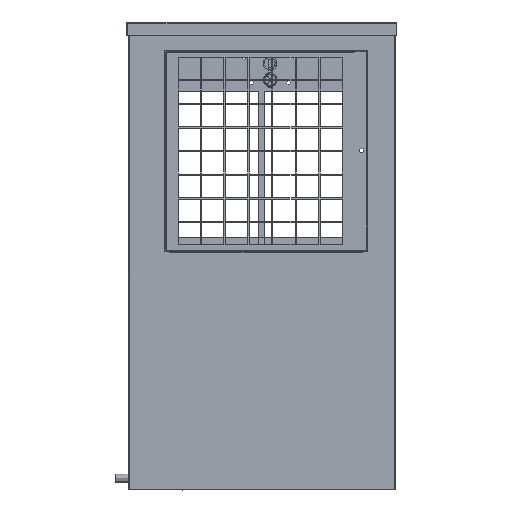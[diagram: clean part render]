
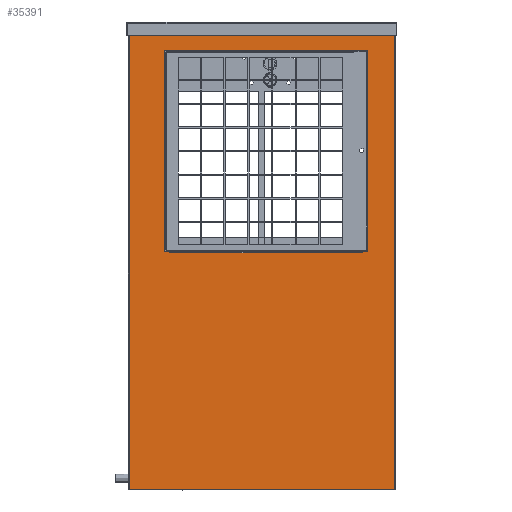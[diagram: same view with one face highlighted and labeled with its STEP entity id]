
A CAD part, top view. The second image highlights one B-rep face of the part: STEP entity #35391.
In plain terms, the highlighted free-form (B-spline) face has degree [1, 1] with [2, 2] control points.
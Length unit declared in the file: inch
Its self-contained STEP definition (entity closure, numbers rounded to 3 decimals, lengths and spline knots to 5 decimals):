
#32384=CARTESIAN_POINT('V1427',(-11.58811,
   8.85651,9.943));
#32385=VERTEX_POINT('V1427',#32384);
#32393=CARTESIAN_POINT('V1452',(-11.58811,
   8.81751,9.943));
#32394=VERTEX_POINT('V1452',#32393);
#32408=CARTESIAN_POINT('E2197',(-11.58811,
   8.81751,9.943));
#32409=CARTESIAN_POINT('E2197',(-11.58811,
   8.85651,9.943));
#32410=QUASI_UNIFORM_CURVE('E2197',1,(#32408,#32409),.POLYLINE_FORM.,
   .F.,.U.);
#32411=EDGE_CURVE('E2197',#32394,#32385,#32410,.T.);
#32423=CARTESIAN_POINT('V1428',(-11.33811,
   8.85651,9.943));
#32424=VERTEX_POINT('V1428',#32423);
#32443=CARTESIAN_POINT('E2162',(-11.33811,
   8.85651,9.943));
#32444=CARTESIAN_POINT('E2162',(-11.58811,
   8.85651,9.943));
#32445=QUASI_UNIFORM_CURVE('E2162',1,(#32443,#32444),.POLYLINE_FORM.,
   .F.,.U.);
#32446=EDGE_CURVE('E2162',#32424,#32385,#32445,.T.);
#32458=CARTESIAN_POINT('V1432',(-11.33811,
   17.88651,9.943));
#32459=VERTEX_POINT('V1432',#32458);
#32471=CARTESIAN_POINT('E2167',(-11.33811,
   17.88651,9.943));
#32472=CARTESIAN_POINT('E2167',(-11.33811,
   8.85651,9.943));
#32473=QUASI_UNIFORM_CURVE('E2167',1,(#32471,#32472),.POLYLINE_FORM.,
   .F.,.U.);
#32474=EDGE_CURVE('E2167',#32459,#32424,#32473,.T.);
#32486=CARTESIAN_POINT('V1434',(-20.49811,
   17.88651,9.943));
#32487=VERTEX_POINT('V1434',#32486);
#32499=CARTESIAN_POINT('E2170',(-20.49811,
   17.88651,9.943));
#32500=CARTESIAN_POINT('E2170',(-11.33811,
   17.88651,9.943));
#32501=QUASI_UNIFORM_CURVE('E2170',1,(#32499,#32500),.POLYLINE_FORM.,
   .F.,.U.);
#32502=EDGE_CURVE('E2170',#32487,#32459,#32501,.T.);
#32514=CARTESIAN_POINT('V1436',(-20.49811,
   8.85651,9.943));
#32515=VERTEX_POINT('V1436',#32514);
#32527=CARTESIAN_POINT('E2173',(-20.49811,
   8.85651,9.943));
#32528=CARTESIAN_POINT('E2173',(-20.49811,
   17.88651,9.943));
#32529=QUASI_UNIFORM_CURVE('E2173',1,(#32527,#32528),.POLYLINE_FORM.,
   .F.,.U.);
#32530=EDGE_CURVE('E2173',#32515,#32487,#32529,.T.);
#32540=CARTESIAN_POINT('V1446',(-20.24811,
   8.81751,9.943));
#32541=VERTEX_POINT('V1446',#32540);
#32557=CARTESIAN_POINT('V1438',(-20.24811,
   8.85651,9.943));
#32558=VERTEX_POINT('V1438',#32557);
#32564=CARTESIAN_POINT('E2187',(-20.24811,
   8.85651,9.943));
#32565=CARTESIAN_POINT('E2187',(-20.24811,
   8.81751,9.943));
#32566=QUASI_UNIFORM_CURVE('E2187',1,(#32564,#32565),.POLYLINE_FORM.,
   .F.,.U.);
#32567=EDGE_CURVE('E2187',#32558,#32541,#32566,.T.);
#32591=CARTESIAN_POINT('E2176',(-20.24811,
   8.85651,9.943));
#32592=CARTESIAN_POINT('E2176',(-20.49811,
   8.85651,9.943));
#32593=QUASI_UNIFORM_CURVE('E2176',1,(#32591,#32592),.POLYLINE_FORM.,
   .F.,.U.);
#32594=EDGE_CURVE('E2176',#32558,#32515,#32593,.T.);
#32689=CARTESIAN_POINT('E2270',(-11.58811,
   8.81751,9.943));
#32690=CARTESIAN_POINT('E2270',(-20.24811,
   8.81751,9.943));
#32691=QUASI_UNIFORM_CURVE('E2270',1,(#32689,#32690),.POLYLINE_FORM.,
   .F.,.U.);
#32692=EDGE_CURVE('E2270',#32394,#32541,#32691,.T.);
#33148=CARTESIAN_POINT('V1424',(-10.16611,
   19.06651,9.943));
#33149=VERTEX_POINT('V1424',#33148);
#33163=CARTESIAN_POINT('V1359',(-10.16611,
   -1.82549,9.943));
#33164=VERTEX_POINT('V1359',#33163);
#33165=CARTESIAN_POINT('E2279',(-10.16611,
   -1.82549,9.943));
#33166=CARTESIAN_POINT('E2279',(-10.16611,
   19.06651,9.943));
#33167=QUASI_UNIFORM_CURVE('E2279',1,(#33165,#33166),.POLYLINE_FORM.,
   .F.,.U.);
#33168=EDGE_CURVE('E2279',#33164,#33149,#33167,.T.);
#34738=CARTESIAN_POINT('V1421',(-10.18811,
   19.06651,9.943));
#34739=VERTEX_POINT('V1421',#34738);
#34745=CARTESIAN_POINT('E2158',(-10.16611,
   19.06651,9.943));
#34746=CARTESIAN_POINT('E2158',(-10.18811,
   19.06651,9.943));
#34747=B_SPLINE_CURVE_WITH_KNOTS('E2158',1,(#34745,#34746),
   .POLYLINE_FORM.,.F.,.U.,(2,2),(0.0,0.00185),
   .UNSPECIFIED.);
#34748=EDGE_CURVE('E2158',#33149,#34739,#34747,.T.);
#34821=CARTESIAN_POINT('V1410',(-22.04811,
   19.06651,9.943));
#34822=VERTEX_POINT('V1410',#34821);
#34836=CARTESIAN_POINT('E2268',(-10.18811,
   19.06651,9.943));
#34837=CARTESIAN_POINT('E2268',(-22.04811,
   19.06651,9.943));
#34838=B_SPLINE_CURVE_WITH_KNOTS('E2268',1,(#34836,#34837),
   .POLYLINE_FORM.,.F.,.U.,(2,2),(0.00185,
   0.99815),.UNSPECIFIED.);
#34839=EDGE_CURVE('E2268',#34739,#34822,#34838,.T.);
#35328=CARTESIAN_POINT('V1358',(-22.07011,
   -1.82549,9.943));
#35329=VERTEX_POINT('V1358',#35328);
#35330=CARTESIAN_POINT('E2070',(-22.07011,
   -1.82549,9.943));
#35331=CARTESIAN_POINT('E2070',(-10.16611,
   -1.82549,9.943));
#35332=QUASI_UNIFORM_CURVE('E2070',1,(#35330,#35331),.POLYLINE_FORM.,
   .F.,.U.);
#35333=EDGE_CURVE('E2070',#35329,#33164,#35332,.T.);
#35358=CARTESIAN_POINT('F863',(-22.07129,
   -1.82667,9.943));
#35359=CARTESIAN_POINT('F863',(-22.07129,
   19.06769,9.943));
#35360=CARTESIAN_POINT('F863',(-10.16493,
   -1.82667,9.943));
#35361=CARTESIAN_POINT('F863',(-10.16493,
   19.06769,9.943));
#35362=B_SPLINE_SURFACE_WITH_KNOTS('F863',1,1,((#35358,#35360),(
   #35359,#35361)),.PLANE_SURF.,.F.,.F.,.U.,(2,2),(2,2),(0.0,
   1.75489),(0.0,1.0),.UNSPECIFIED.);
#35363=ORIENTED_EDGE('E2070',*,*,#35333,.T.);
#35364=ORIENTED_EDGE('E2279',*,*,#33168,.T.);
#35365=ORIENTED_EDGE('E2158',*,*,#34748,.T.);
#35366=ORIENTED_EDGE('F851',*,*,#34839,.T.);
#35367=CARTESIAN_POINT('V1409',(-22.07011,
   19.06651,9.943));
#35368=VERTEX_POINT('V1409',#35367);
#35369=CARTESIAN_POINT('E2135',(-22.04811,
   19.06651,9.943));
#35370=CARTESIAN_POINT('E2135',(-22.07011,
   19.06651,9.943));
#35371=B_SPLINE_CURVE_WITH_KNOTS('E2135',1,(#35369,#35370),
   .POLYLINE_FORM.,.F.,.U.,(2,2),(0.99815,1.0),
   .UNSPECIFIED.);
#35372=EDGE_CURVE('E2135',#34822,#35368,#35371,.T.);
#35373=ORIENTED_EDGE('E2135',*,*,#35372,.T.);
#35374=CARTESIAN_POINT('E2272',(-22.07011,
   19.06651,9.943));
#35375=CARTESIAN_POINT('E2272',(-22.07011,
   -1.82549,9.943));
#35376=QUASI_UNIFORM_CURVE('E2272',1,(#35374,#35375),.POLYLINE_FORM.,
   .F.,.U.);
#35377=EDGE_CURVE('E2272',#35368,#35329,#35376,.T.);
#35378=ORIENTED_EDGE('E2272',*,*,#35377,.T.);
#35379=EDGE_LOOP('F863',(#35363,#35364,#35365,#35366,#35373,#35378)
   );
#35380=FACE_OUTER_BOUND('F863',#35379,.T.);
#35381=ORIENTED_EDGE('F814',*,*,#32567,.F.);
#35382=ORIENTED_EDGE('F812',*,*,#32594,.T.);
#35383=ORIENTED_EDGE('F811',*,*,#32530,.T.);
#35384=ORIENTED_EDGE('F810',*,*,#32502,.T.);
#35385=ORIENTED_EDGE('F809',*,*,#32474,.T.);
#35386=ORIENTED_EDGE('F808',*,*,#32446,.T.);
#35387=ORIENTED_EDGE('F817',*,*,#32411,.F.);
#35388=ORIENTED_EDGE('E2270',*,*,#32692,.T.);
#35389=EDGE_LOOP('F863',(#35381,#35382,#35383,#35384,#35385,#35386,
   #35387,#35388));
#35390=FACE_BOUND('F863',#35389,.T.);
#35391=ADVANCED_FACE('F863',(#35380,#35390),#35362,.F.);
